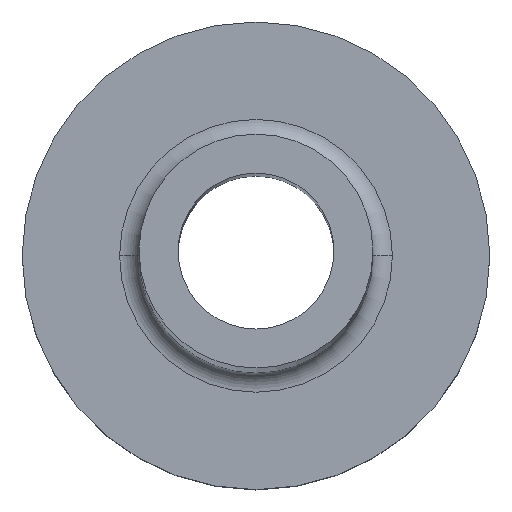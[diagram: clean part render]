
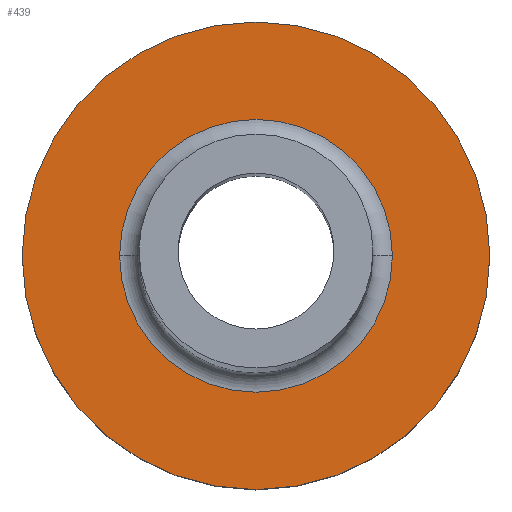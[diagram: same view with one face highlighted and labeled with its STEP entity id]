
A CAD part, top view. The second image highlights one B-rep face of the part: STEP entity #439.
In plain terms, the highlighted planar face has unit normal (0, 0, 1).
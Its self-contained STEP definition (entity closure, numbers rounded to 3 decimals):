
#5 = VERTEX_POINT ( 'NONE', #30 ) ;
#13 = FACE_OUTER_BOUND ( 'NONE', #66, .T. ) ;
#16 = EDGE_CURVE ( 'NONE', #442, #261, #282, .T. ) ;
#20 = EDGE_CURVE ( 'NONE', #5, #404, #72, .T. ) ;
#21 = DIRECTION ( 'NONE',  ( 0., 0., -1. ) ) ;
#22 = DIRECTION ( 'NONE',  ( 0., 0., 1. ) ) ;
#30 = CARTESIAN_POINT ( 'NONE',  ( -3.5, 0., 5. ) ) ;
#43 = ORIENTED_EDGE ( 'NONE', *, *, #20, .T. ) ;
#51 = CARTESIAN_POINT ( 'NONE',  ( 0., 0., 5. ) ) ;
#56 = AXIS2_PLACEMENT_3D ( 'NONE', #163, #82, #128 ) ;
#58 = CARTESIAN_POINT ( 'NONE',  ( 0., 0., 5. ) ) ;
#65 = CIRCLE ( 'NONE', #349, 3.5 ) ;
#66 = EDGE_LOOP ( 'NONE', ( #109, #362 ) ) ;
#71 = EDGE_LOOP ( 'NONE', ( #117, #43 ) ) ;
#72 = CIRCLE ( 'NONE', #338, 3.5 ) ;
#82 = DIRECTION ( 'NONE',  ( 0., 0., 1. ) ) ;
#90 = DIRECTION ( 'NONE',  ( 1., 0., 0. ) ) ;
#109 = ORIENTED_EDGE ( 'NONE', *, *, #374, .T. ) ;
#117 = ORIENTED_EDGE ( 'NONE', *, *, #268, .T. ) ;
#120 = PLANE ( 'NONE',  #398 ) ;
#128 = DIRECTION ( 'NONE',  ( 1., 0., 0. ) ) ;
#163 = CARTESIAN_POINT ( 'NONE',  ( 0., 0., 5. ) ) ;
#238 = CARTESIAN_POINT ( 'NONE',  ( 0., 0., 5. ) ) ;
#261 = VERTEX_POINT ( 'NONE', #450 ) ;
#268 = EDGE_CURVE ( 'NONE', #404, #5, #65, .T. ) ;
#271 = DIRECTION ( 'NONE',  ( 1., 0., 0. ) ) ;
#282 = CIRCLE ( 'NONE', #56, 6. ) ;
#288 = CIRCLE ( 'NONE', #341, 6. ) ;
#300 = DIRECTION ( 'NONE',  ( 1., 0., 0. ) ) ;
#331 = CARTESIAN_POINT ( 'NONE',  ( 0., 0., 5. ) ) ;
#335 = DIRECTION ( 'NONE',  ( 1., 0., 0. ) ) ;
#338 = AXIS2_PLACEMENT_3D ( 'NONE', #238, #451, #271 ) ;
#341 = AXIS2_PLACEMENT_3D ( 'NONE', #58, #347, #90 ) ;
#347 = DIRECTION ( 'NONE',  ( 0., 0., 1. ) ) ;
#349 = AXIS2_PLACEMENT_3D ( 'NONE', #331, #21, #300 ) ;
#362 = ORIENTED_EDGE ( 'NONE', *, *, #16, .T. ) ;
#374 = EDGE_CURVE ( 'NONE', #261, #442, #288, .T. ) ;
#388 = FACE_BOUND ( 'NONE', #71, .T. ) ;
#398 = AXIS2_PLACEMENT_3D ( 'NONE', #51, #22, #335 ) ;
#404 = VERTEX_POINT ( 'NONE', #458 ) ;
#439 = ADVANCED_FACE ( 'NONE', ( #388, #13 ), #120, .T. ) ;
#442 = VERTEX_POINT ( 'NONE', #452 ) ;
#450 = CARTESIAN_POINT ( 'NONE',  ( -6., 0., 5. ) ) ;
#451 = DIRECTION ( 'NONE',  ( 0., 0., -1. ) ) ;
#452 = CARTESIAN_POINT ( 'NONE',  ( 6., 0., 5. ) ) ;
#458 = CARTESIAN_POINT ( 'NONE',  ( 3.5, 0., 5. ) ) ;
